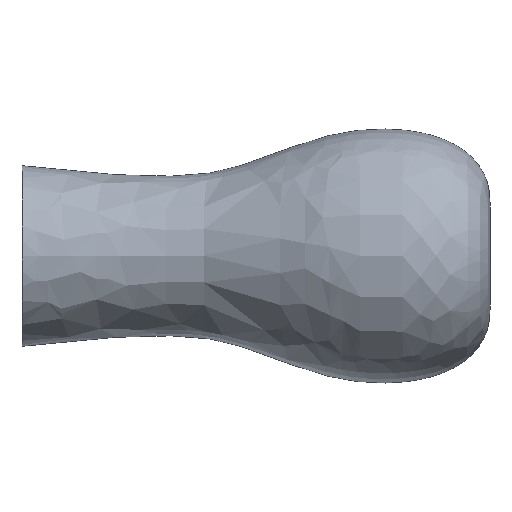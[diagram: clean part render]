
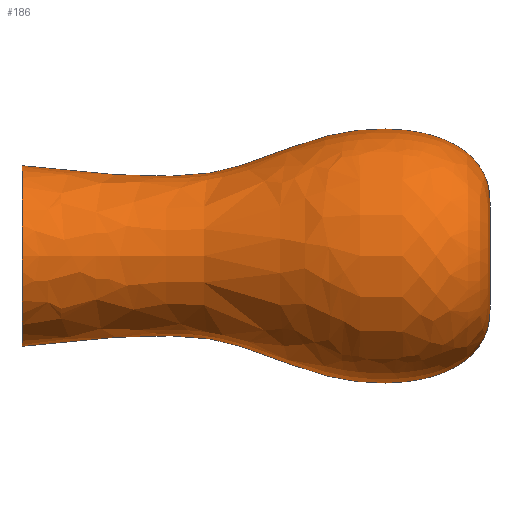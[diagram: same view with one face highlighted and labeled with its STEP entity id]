
A CAD part, top view. The second image highlights one B-rep face of the part: STEP entity #186.
In plain terms, the highlighted free-form (B-spline) face has degree [3, 3] with [8, 4] control points.
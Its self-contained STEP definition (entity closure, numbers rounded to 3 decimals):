
#3 = CARTESIAN_POINT ( 'NONE',  ( 32.065, -9.563, 19.125 ) ) ;
#4 = VERTEX_POINT ( 'NONE', #236 ) ;
#10 = DIRECTION ( 'NONE',  ( 0., 0., 1. ) ) ;
#18 =( BOUNDED_SURFACE ( )  B_SPLINE_SURFACE ( 3, 3, ( 
 ( #342, #140, #278, #100 ),
 ( #171, #405, #111, #247 ),
 ( #305, #3, #103, #68 ),
 ( #218, #249, #183, #45 ),
 ( #287, #178, #153, #253 ),
 ( #281, #248, #408, #320 ),
 ( #252, #377, #406, #47 ),
 ( #112, #318, #78, #288 ) ),
 .UNSPECIFIED., .F., .F., .T. ) 
 B_SPLINE_SURFACE_WITH_KNOTS ( ( 4, 1, 1, 1, 1, 4 ),
 ( 4, 4 ),
 ( 0., 0.296, 0.368, 0.676, 0.743, 1. ),
 ( 0., 1. ),
 .UNSPECIFIED. ) 
 GEOMETRIC_REPRESENTATION_ITEM ( )  RATIONAL_B_SPLINE_SURFACE ( (
 ( 1., 0.333, 0.333, 1.),
 ( 1., 0.333, 0.333, 1.),
 ( 1., 0.333, 0.333, 1.),
 ( 1., 0.333, 0.333, 1.),
 ( 1., 0.333, 0.333, 1.),
 ( 1., 0.333, 0.333, 1.),
 ( 1., 0.333, 0.333, 1.),
 ( 1., 0.333, 0.333, 1.) ) ) 
 REPRESENTATION_ITEM ( '' )  SURFACE ( )  );
#20 = DIRECTION ( 'NONE',  ( -1., 0., 0. ) ) ;
#34 = CARTESIAN_POINT ( 'NONE',  ( 35., -4., 0. ) ) ;
#36 = DIRECTION ( 'NONE',  ( -1., 0., 0. ) ) ;
#37 = CIRCLE ( 'NONE', #284, 4. ) ;
#40 = FACE_OUTER_BOUND ( 'NONE', #163, .T. ) ;
#41 = CARTESIAN_POINT ( 'NONE',  ( 32.065, -9.563, 0. ) ) ;
#45 = CARTESIAN_POINT ( 'NONE',  ( 21.49, 9.485, 0. ) ) ;
#47 = CARTESIAN_POINT ( 'NONE',  ( 3.532, 6.356, 0. ) ) ;
#52 = VERTEX_POINT ( 'NONE', #402 ) ;
#54 = CARTESIAN_POINT ( 'NONE',  ( 35., 0., 0. ) ) ;
#63 = ORIENTED_EDGE ( 'NONE', *, *, #93, .F. ) ;
#64 = CIRCLE ( 'NONE', #114, 6.75 ) ;
#66 = CARTESIAN_POINT ( 'NONE',  ( 0., 0., 0. ) ) ;
#68 = CARTESIAN_POINT ( 'NONE',  ( 32.065, 9.563, 0. ) ) ;
#78 = CARTESIAN_POINT ( 'NONE',  ( 0., 6.75, 13.5 ) ) ;
#81 = CARTESIAN_POINT ( 'NONE',  ( 0., -6.75, 0. ) ) ;
#90 = CARTESIAN_POINT ( 'NONE',  ( 0., 6.75, 0. ) ) ;
#93 = EDGE_CURVE ( 'NONE', #294, #334, #64, .T. ) ;
#96 = B_SPLINE_CURVE_WITH_KNOTS ( 'NONE', 3,
 ( #368, #208, #41, #173, #176, #270, #244, #273 ),
 .UNSPECIFIED., .F., .F.,
 ( 4, 1, 1, 1, 1, 4 ),
 ( 0., 0.296, 0.368, 0.676, 0.743, 1. ),
 .UNSPECIFIED. ) ;
#100 = CARTESIAN_POINT ( 'NONE',  ( 35., 4., 0. ) ) ;
#101 = VERTEX_POINT ( 'NONE', #34 ) ;
#102 = B_SPLINE_CURVE_WITH_KNOTS ( 'NONE', 3,
 ( #352, #160, #221, #262, #260, #332, #388, #90 ),
 .UNSPECIFIED., .F., .F.,
 ( 4, 1, 1, 1, 1, 4 ),
 ( 0., 0.296, 0.368, 0.676, 0.743, 1. ),
 .UNSPECIFIED. ) ;
#103 = CARTESIAN_POINT ( 'NONE',  ( 32.065, 9.563, 19.125 ) ) ;
#109 = EDGE_CURVE ( 'NONE', #101, #294, #96, .T. ) ;
#111 = CARTESIAN_POINT ( 'NONE',  ( 35.063, 6.941, 13.883 ) ) ;
#112 = CARTESIAN_POINT ( 'NONE',  ( 0., -6.75, 0. ) ) ;
#114 = AXIS2_PLACEMENT_3D ( 'NONE', #66, #36, #10 ) ;
#116 = CARTESIAN_POINT ( 'NONE',  ( 35., 0., 0. ) ) ;
#117 = DIRECTION ( 'NONE',  ( 0., 0., 1. ) ) ;
#121 = ORIENTED_EDGE ( 'NONE', *, *, #379, .T. ) ;
#140 = CARTESIAN_POINT ( 'NONE',  ( 35., -4., 8. ) ) ;
#148 = AXIS2_PLACEMENT_3D ( 'NONE', #54, #20, #354 ) ;
#153 = CARTESIAN_POINT ( 'NONE',  ( 17.082, 6.2, 12.4 ) ) ;
#160 = CARTESIAN_POINT ( 'NONE',  ( 35.063, 6.941, 0. ) ) ;
#163 = EDGE_LOOP ( 'NONE', ( #326, #168, #366, #121, #63 ) ) ;
#168 = ORIENTED_EDGE ( 'NONE', *, *, #292, .T. ) ;
#171 = CARTESIAN_POINT ( 'NONE',  ( 35.063, -6.941, 0. ) ) ;
#173 = CARTESIAN_POINT ( 'NONE',  ( 21.49, -9.485, 0. ) ) ;
#176 = CARTESIAN_POINT ( 'NONE',  ( 17.082, -6.2, 0. ) ) ;
#178 = CARTESIAN_POINT ( 'NONE',  ( 17.082, -6.2, 12.4 ) ) ;
#183 = CARTESIAN_POINT ( 'NONE',  ( 21.49, 9.485, 18.969 ) ) ;
#186 = ADVANCED_FACE ( 'NONE', ( #40 ), #18, .F. ) ;
#202 = CIRCLE ( 'NONE', #148, 4. ) ;
#208 = CARTESIAN_POINT ( 'NONE',  ( 35.063, -6.941, 0. ) ) ;
#218 = CARTESIAN_POINT ( 'NONE',  ( 21.49, -9.485, 0. ) ) ;
#221 = CARTESIAN_POINT ( 'NONE',  ( 32.065, 9.563, 0. ) ) ;
#236 = CARTESIAN_POINT ( 'NONE',  ( 35., 4., 0. ) ) ;
#244 = CARTESIAN_POINT ( 'NONE',  ( 3.532, -6.356, 0. ) ) ;
#247 = CARTESIAN_POINT ( 'NONE',  ( 35.063, 6.941, 0. ) ) ;
#248 = CARTESIAN_POINT ( 'NONE',  ( 8.097, -5.825, 11.65 ) ) ;
#249 = CARTESIAN_POINT ( 'NONE',  ( 21.49, -9.485, 18.969 ) ) ;
#252 = CARTESIAN_POINT ( 'NONE',  ( 3.532, -6.356, 0. ) ) ;
#253 = CARTESIAN_POINT ( 'NONE',  ( 17.082, 6.2, 0. ) ) ;
#260 = CARTESIAN_POINT ( 'NONE',  ( 17.082, 6.2, 0. ) ) ;
#262 = CARTESIAN_POINT ( 'NONE',  ( 21.49, 9.485, 0. ) ) ;
#270 = CARTESIAN_POINT ( 'NONE',  ( 8.097, -5.825, 0. ) ) ;
#273 = CARTESIAN_POINT ( 'NONE',  ( 0., -6.75, 0. ) ) ;
#278 = CARTESIAN_POINT ( 'NONE',  ( 35., 4., 8. ) ) ;
#281 = CARTESIAN_POINT ( 'NONE',  ( 8.097, -5.825, 0. ) ) ;
#283 = DIRECTION ( 'NONE',  ( -1., 0., 0. ) ) ;
#284 = AXIS2_PLACEMENT_3D ( 'NONE', #116, #283, #117 ) ;
#287 = CARTESIAN_POINT ( 'NONE',  ( 17.082, -6.2, 0. ) ) ;
#288 = CARTESIAN_POINT ( 'NONE',  ( 0., 6.75, 0. ) ) ;
#292 = EDGE_CURVE ( 'NONE', #101, #52, #37, .T. ) ;
#294 = VERTEX_POINT ( 'NONE', #81 ) ;
#305 = CARTESIAN_POINT ( 'NONE',  ( 32.065, -9.563, 0. ) ) ;
#318 = CARTESIAN_POINT ( 'NONE',  ( 0., -6.75, 13.5 ) ) ;
#320 = CARTESIAN_POINT ( 'NONE',  ( 8.097, 5.825, 0. ) ) ;
#324 = EDGE_CURVE ( 'NONE', #52, #4, #202, .T. ) ;
#325 = CARTESIAN_POINT ( 'NONE',  ( 0., 6.75, 0. ) ) ;
#326 = ORIENTED_EDGE ( 'NONE', *, *, #109, .F. ) ;
#332 = CARTESIAN_POINT ( 'NONE',  ( 8.097, 5.825, 0. ) ) ;
#334 = VERTEX_POINT ( 'NONE', #325 ) ;
#342 = CARTESIAN_POINT ( 'NONE',  ( 35., -4., 0. ) ) ;
#352 = CARTESIAN_POINT ( 'NONE',  ( 35., 4., 0. ) ) ;
#354 = DIRECTION ( 'NONE',  ( 0., 0., 1. ) ) ;
#366 = ORIENTED_EDGE ( 'NONE', *, *, #324, .T. ) ;
#368 = CARTESIAN_POINT ( 'NONE',  ( 35., -4., 0. ) ) ;
#377 = CARTESIAN_POINT ( 'NONE',  ( 3.532, -6.356, 12.712 ) ) ;
#379 = EDGE_CURVE ( 'NONE', #4, #334, #102, .T. ) ;
#388 = CARTESIAN_POINT ( 'NONE',  ( 3.532, 6.356, 0. ) ) ;
#402 = CARTESIAN_POINT ( 'NONE',  ( 35., 0., 4. ) ) ;
#405 = CARTESIAN_POINT ( 'NONE',  ( 35.063, -6.941, 13.883 ) ) ;
#406 = CARTESIAN_POINT ( 'NONE',  ( 3.532, 6.356, 12.712 ) ) ;
#408 = CARTESIAN_POINT ( 'NONE',  ( 8.097, 5.825, 11.65 ) ) ;
